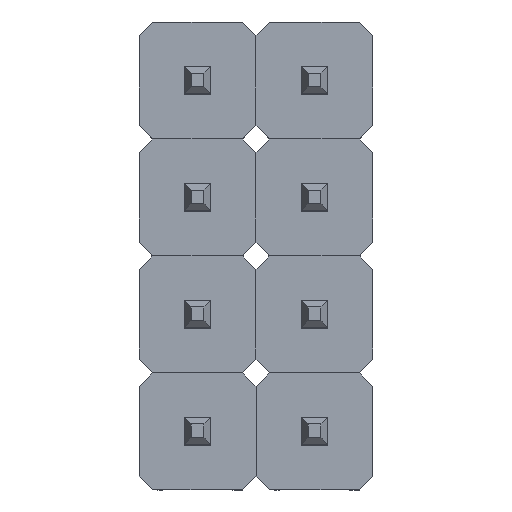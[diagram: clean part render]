
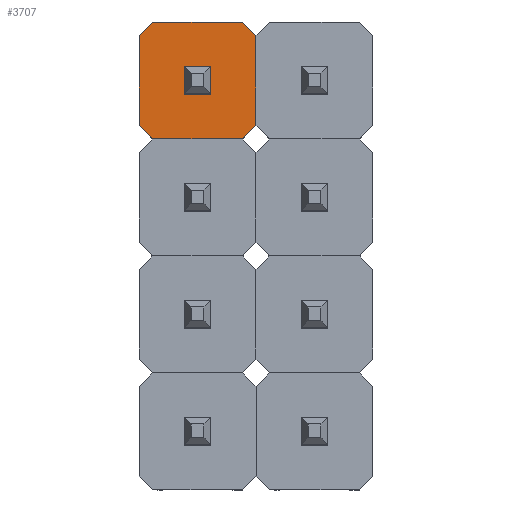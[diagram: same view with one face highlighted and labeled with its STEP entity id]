
A CAD part, top view. The second image highlights one B-rep face of the part: STEP entity #3707.
In plain terms, the highlighted face is planar.
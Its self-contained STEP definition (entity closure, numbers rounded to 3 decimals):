
#90 = VERTEX_POINT ( 'NONE', #2275 ) ;
#395 = VECTOR ( 'NONE', #3887, 1000. ) ;
#465 = ORIENTED_EDGE ( 'NONE', *, *, #2961, .T. ) ;
#574 = CARTESIAN_POINT ( 'NONE',  ( 0.981, 2.5, -1.57 ) ) ;
#689 = VECTOR ( 'NONE', #7999, 1000. ) ;
#850 = CARTESIAN_POINT ( 'NONE',  ( 0., 2.5, -2.24 ) ) ;
#871 = PLANE ( 'NONE',  #2816 ) ;
#977 = CARTESIAN_POINT ( 'NONE',  ( 0.3, 2.5, 0. ) ) ;
#1056 = EDGE_CURVE ( 'NONE', #5018, #5331, #7104, .T. ) ;
#1104 = CARTESIAN_POINT ( 'NONE',  ( 0.981, 2.5, -0.97 ) ) ;
#1247 = EDGE_LOOP ( 'NONE', ( #5607, #7625, #5575, #2283, #2130, #6419, #6268, #465 ) ) ;
#1357 = EDGE_CURVE ( 'NONE', #5295, #1487, #5785, .T. ) ;
#1415 = LINE ( 'NONE', #2481, #8266 ) ;
#1486 = ORIENTED_EDGE ( 'NONE', *, *, #7847, .F. ) ;
#1487 = VERTEX_POINT ( 'NONE', #7771 ) ;
#2038 = VECTOR ( 'NONE', #7678, 1000. ) ;
#2108 = CARTESIAN_POINT ( 'NONE',  ( 0.981, 2.5, -0.97 ) ) ;
#2130 = ORIENTED_EDGE ( 'NONE', *, *, #2815, .T. ) ;
#2193 = LINE ( 'NONE', #2347, #5714 ) ;
#2229 = EDGE_CURVE ( 'NONE', #6901, #8321, #4573, .T. ) ;
#2275 = CARTESIAN_POINT ( 'NONE',  ( 0.981, 2.5, -1.57 ) ) ;
#2283 = ORIENTED_EDGE ( 'NONE', *, *, #1056, .T. ) ;
#2347 = CARTESIAN_POINT ( 'NONE',  ( 0., 2.5, -0.3 ) ) ;
#2370 = CARTESIAN_POINT ( 'NONE',  ( -0.97, 2.5, -2.54 ) ) ;
#2439 = ORIENTED_EDGE ( 'NONE', *, *, #3624, .F. ) ;
#2481 = CARTESIAN_POINT ( 'NONE',  ( 0.3, 2.5, -2.54 ) ) ;
#2621 = VECTOR ( 'NONE', #6744, 1000. ) ;
#2778 = CARTESIAN_POINT ( 'NONE',  ( 1.559, 2.5, -1.57 ) ) ;
#2806 = ORIENTED_EDGE ( 'NONE', *, *, #8395, .T. ) ;
#2815 = EDGE_CURVE ( 'NONE', #5331, #6901, #2193, .T. ) ;
#2816 = AXIS2_PLACEMENT_3D ( 'NONE', #3544, #8176, #4207 ) ;
#2882 = LINE ( 'NONE', #7426, #6405 ) ;
#2961 = EDGE_CURVE ( 'NONE', #5001, #5295, #4784, .T. ) ;
#3010 = LINE ( 'NONE', #3459, #4280 ) ;
#3017 = VECTOR ( 'NONE', #5794, 1000. ) ;
#3021 = CARTESIAN_POINT ( 'NONE',  ( 2.54, 2.5, -2.24 ) ) ;
#3035 = CARTESIAN_POINT ( 'NONE',  ( 0., 2.5, -1.27 ) ) ;
#3303 = VERTEX_POINT ( 'NONE', #1104 ) ;
#3363 = CARTESIAN_POINT ( 'NONE',  ( 2.54, 2.5, -2.24 ) ) ;
#3367 = EDGE_CURVE ( 'NONE', #7821, #5018, #1415, .T. ) ;
#3381 = CARTESIAN_POINT ( 'NONE',  ( 0.3, 2.5, -2.54 ) ) ;
#3459 = CARTESIAN_POINT ( 'NONE',  ( -0.97, 2.5, -0.97 ) ) ;
#3464 = DIRECTION ( 'NONE',  ( 0., 0., -1. ) ) ;
#3471 = LINE ( 'NONE', #6178, #6793 ) ;
#3472 = VERTEX_POINT ( 'NONE', #8521 ) ;
#3532 = DIRECTION ( 'NONE',  ( 0.707, 0., -0.707 ) ) ;
#3544 = CARTESIAN_POINT ( 'NONE',  ( -0.97, 2.5, -1.27 ) ) ;
#3594 = CARTESIAN_POINT ( 'NONE',  ( -0.97, 2.5, 0. ) ) ;
#3624 = EDGE_CURVE ( 'NONE', #3472, #7890, #2882, .T. ) ;
#3707 = ADVANCED_FACE ( 'NONE', ( #7112, #5146 ), #871, .T. ) ;
#3739 = CARTESIAN_POINT ( 'NONE',  ( 0., 2.5, -0.3 ) ) ;
#3887 = DIRECTION ( 'NONE',  ( -1., 0., 0. ) ) ;
#4081 = DIRECTION ( 'NONE',  ( -1., 0., 0. ) ) ;
#4096 = CARTESIAN_POINT ( 'NONE',  ( 2.54, 2.5, -0.3 ) ) ;
#4207 = DIRECTION ( 'NONE',  ( 0., 0., 1. ) ) ;
#4237 = DIRECTION ( 'NONE',  ( 1., 0., 0. ) ) ;
#4280 = VECTOR ( 'NONE', #4081, 1000. ) ;
#4572 = EDGE_CURVE ( 'NONE', #1487, #7821, #7969, .T. ) ;
#4573 = LINE ( 'NONE', #3594, #8094 ) ;
#4784 = LINE ( 'NONE', #7121, #3017 ) ;
#5001 = VERTEX_POINT ( 'NONE', #4096 ) ;
#5018 = VERTEX_POINT ( 'NONE', #850 ) ;
#5146 = FACE_OUTER_BOUND ( 'NONE', #1247, .T. ) ;
#5295 = VERTEX_POINT ( 'NONE', #3021 ) ;
#5331 = VERTEX_POINT ( 'NONE', #3739 ) ;
#5575 = ORIENTED_EDGE ( 'NONE', *, *, #3367, .T. ) ;
#5607 = ORIENTED_EDGE ( 'NONE', *, *, #1357, .T. ) ;
#5714 = VECTOR ( 'NONE', #6982, 1000. ) ;
#5785 = LINE ( 'NONE', #3363, #689 ) ;
#5789 = EDGE_CURVE ( 'NONE', #8321, #5001, #3471, .T. ) ;
#5791 = EDGE_LOOP ( 'NONE', ( #2439, #2806, #1486, #6414 ) ) ;
#5794 = DIRECTION ( 'NONE',  ( 0., 0., -1. ) ) ;
#5805 = DIRECTION ( 'NONE',  ( -0.707, 0., 0.707 ) ) ;
#6178 = CARTESIAN_POINT ( 'NONE',  ( 2.24, 2.5, 0. ) ) ;
#6216 = VECTOR ( 'NONE', #8320, 1000. ) ;
#6268 = ORIENTED_EDGE ( 'NONE', *, *, #5789, .T. ) ;
#6270 = EDGE_CURVE ( 'NONE', #7890, #90, #7465, .T. ) ;
#6405 = VECTOR ( 'NONE', #3464, 1000. ) ;
#6414 = ORIENTED_EDGE ( 'NONE', *, *, #6270, .F. ) ;
#6419 = ORIENTED_EDGE ( 'NONE', *, *, #2229, .T. ) ;
#6744 = DIRECTION ( 'NONE',  ( 0., 0., 1. ) ) ;
#6793 = VECTOR ( 'NONE', #3532, 1000. ) ;
#6901 = VERTEX_POINT ( 'NONE', #977 ) ;
#6982 = DIRECTION ( 'NONE',  ( 0.707, 0., 0.707 ) ) ;
#7104 = LINE ( 'NONE', #3035, #2038 ) ;
#7112 = FACE_BOUND ( 'NONE', #5791, .T. ) ;
#7121 = CARTESIAN_POINT ( 'NONE',  ( 2.54, 2.5, -1.27 ) ) ;
#7426 = CARTESIAN_POINT ( 'NONE',  ( 1.559, 2.5, -1.57 ) ) ;
#7465 = LINE ( 'NONE', #574, #395 ) ;
#7625 = ORIENTED_EDGE ( 'NONE', *, *, #4572, .T. ) ;
#7678 = DIRECTION ( 'NONE',  ( 0., 0., 1. ) ) ;
#7697 = LINE ( 'NONE', #2108, #2621 ) ;
#7771 = CARTESIAN_POINT ( 'NONE',  ( 2.24, 2.5, -2.54 ) ) ;
#7821 = VERTEX_POINT ( 'NONE', #3381 ) ;
#7847 = EDGE_CURVE ( 'NONE', #90, #3303, #7697, .T. ) ;
#7890 = VERTEX_POINT ( 'NONE', #2778 ) ;
#7969 = LINE ( 'NONE', #2370, #6216 ) ;
#7999 = DIRECTION ( 'NONE',  ( -0.707, 0., -0.707 ) ) ;
#8008 = CARTESIAN_POINT ( 'NONE',  ( 2.24, 2.5, 0. ) ) ;
#8094 = VECTOR ( 'NONE', #4237, 1000. ) ;
#8176 = DIRECTION ( 'NONE',  ( 0., 1., 0. ) ) ;
#8266 = VECTOR ( 'NONE', #5805, 1000. ) ;
#8320 = DIRECTION ( 'NONE',  ( -1., 0., 0. ) ) ;
#8321 = VERTEX_POINT ( 'NONE', #8008 ) ;
#8395 = EDGE_CURVE ( 'NONE', #3472, #3303, #3010, .T. ) ;
#8521 = CARTESIAN_POINT ( 'NONE',  ( 1.559, 2.5, -0.97 ) ) ;
